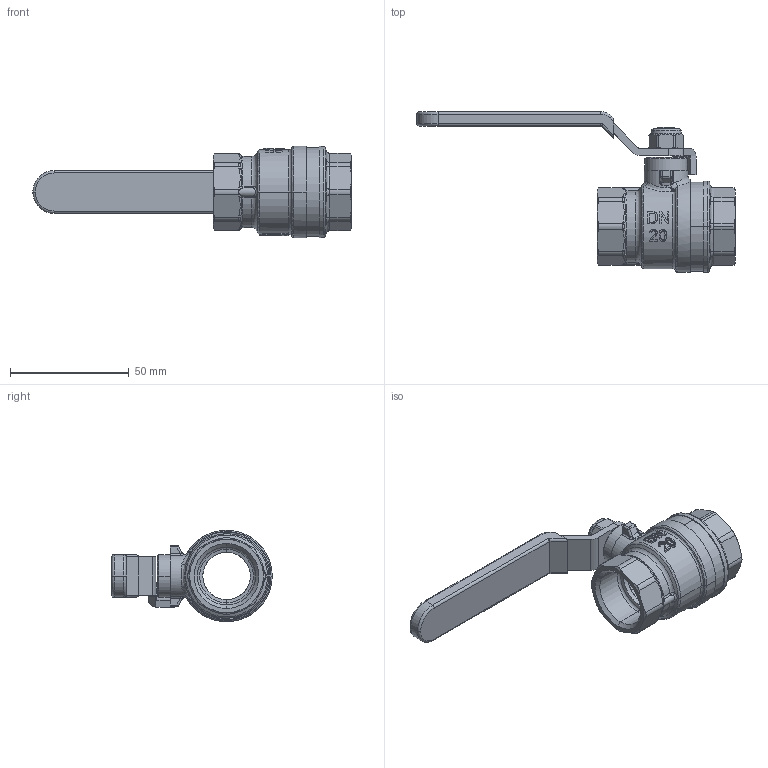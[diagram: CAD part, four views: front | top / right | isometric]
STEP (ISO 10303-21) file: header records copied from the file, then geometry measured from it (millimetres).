
FILE_DESCRIPTION (( 'STEP AP203' ), '1' );
FILE_NAME ('0811N405-surface.step', '2011-08-30T08:05:03', ( ' ' ), ( '' ), 'SwSTEP 2.0', 'SolidWorks 2011', '' );
FILE_SCHEMA (( 'CONFIG_CONTROL_DESIGN' ));
Length unit declared in the file: millimetre
Products named in the file (1): 0811N405-surface
Bounding box: 134.05 x 67.58 x 38.48 mm (x, y, z)
Surface area: 17818.7 mm2 (no closed solid volume)
Topology: 0 solids, 19 shells, 480 faces, 1497 edges, 1016 vertices
Faces by surface type: bspline 137, cylinder 123, plane 119, cone 56, torus 35, sphere 10
Entity records: 21620 total; most frequent: CARTESIAN_POINT 9676, ORIENTED_EDGE 2550, DIRECTION 2114, EDGE_CURVE 1474, VERTEX_POINT 1016, AXIS2_PLACEMENT_3D 731, VECTOR 652, LINE 652
